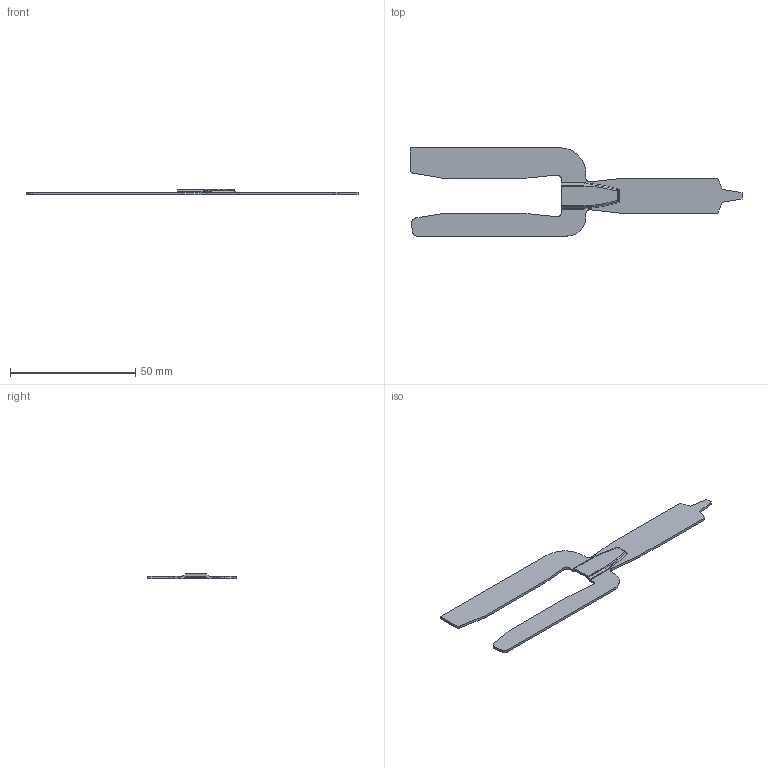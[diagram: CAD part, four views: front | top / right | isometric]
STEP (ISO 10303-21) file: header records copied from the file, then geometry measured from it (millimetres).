
FILE_DESCRIPTION (( 'STEP AP214' ), '1' );
FILE_NAME ('50 caliber M9 Ammunition belt links.STEP', '2022-11-15T08:01:22', ( '' ), ( '' ), 'SwSTEP 2.0', 'SolidWorks 2021', '' );
FILE_SCHEMA (( 'AUTOMOTIVE_DESIGN' ));
Length unit declared in the file: millimetre
Products named in the file (1): 50 caliber M9 Ammunition belt links
Bounding box: 132.33 x 35.15 x 2.03 mm (x, y, z)
Volume: 2453.6 mm3; surface area: 5054.4 mm2
Topology: 1 solids, 1 shells, 95 faces, 255 edges, 156 vertices
Faces by surface type: cylinder 34, plane 29, bspline 28, sphere 4
Entity records: 4336 total; most frequent: CARTESIAN_POINT 2178, ORIENTED_EDGE 498, DIRECTION 355, EDGE_CURVE 249, VERTEX_POINT 156, AXIS2_PLACEMENT_3D 120, LINE 115, VECTOR 115
